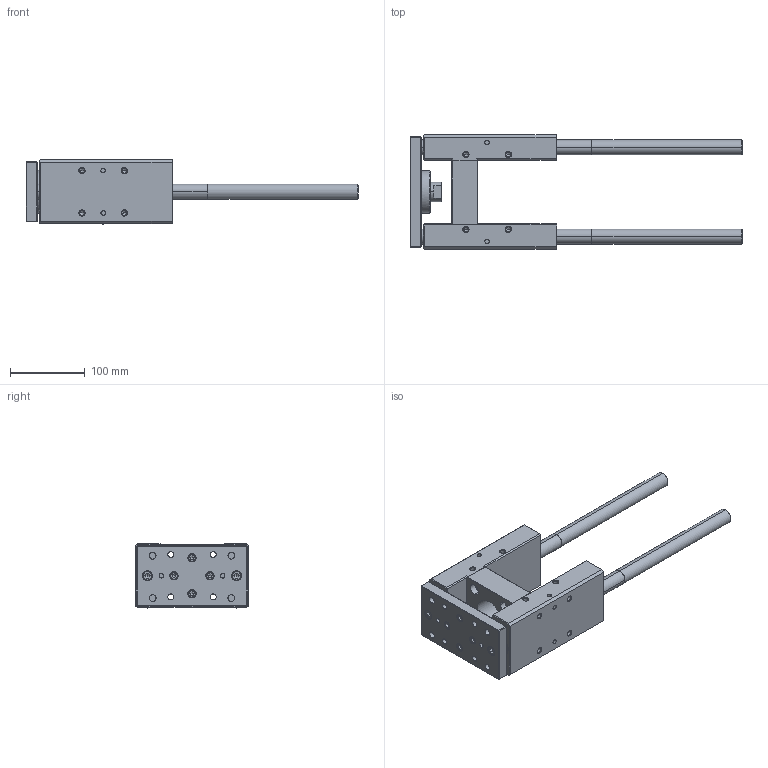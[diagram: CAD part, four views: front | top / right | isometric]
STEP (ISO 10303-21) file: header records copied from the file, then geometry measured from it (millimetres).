
FILE_DESCRIPTION (( 'STEP AP214' ), '1' );
FILE_NAME ('UGH063.200_BB.STEP', '2021-05-28T06:58:31', ( '' ), ( '' ), 'SwSTEP 2.0', 'SolidWorks 2021', '' );
FILE_SCHEMA (( 'AUTOMOTIVE_DESIGN' ));
Length unit declared in the file: millimetre
Products named in the file (1): UGH063.200_BB
Bounding box: 443 x 152 x 85.56 mm (x, y, z)
Surface area: 238420.3 mm2 (no closed solid volume)
Topology: 0 solids, 22 shells, 644 faces, 1488 edges, 920 vertices
Faces by surface type: cylinder 254, plane 210, cone 144, torus 28, sphere 8
Entity records: 31021 total; most frequent: CARTESIAN_POINT 17339, ORIENTED_EDGE 2856, DIRECTION 1784, EDGE_CURVE 1440, B_SPLINE_CURVE_WITH_KNOTS 994, VERTEX_POINT 920, EDGE_LOOP 786, AXIS2_PLACEMENT_3D 693
